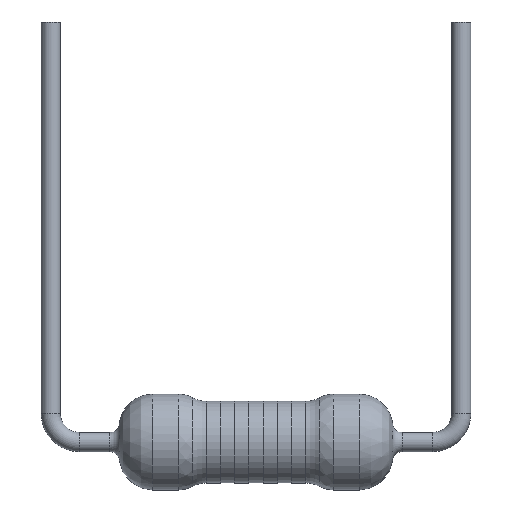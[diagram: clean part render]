
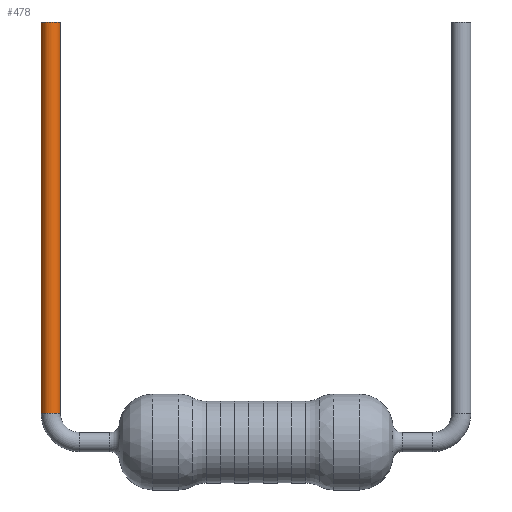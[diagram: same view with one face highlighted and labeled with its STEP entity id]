
A CAD part, left-side view. The second image highlights one B-rep face of the part: STEP entity #478.
In plain terms, the highlighted cylindrical face has radius 0.35 mm (diameter 0.7 mm), a full revolution.
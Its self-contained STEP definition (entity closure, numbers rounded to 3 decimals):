
#42=FACE_OUTER_BOUND('',#75,.T.);
#75=EDGE_LOOP('',(#301,#302,#303,#304,#305));
#116=LINE('',#794,#129);
#129=VECTOR('',#618,0.35);
#142=CIRCLE('',#532,0.35);
#143=CIRCLE('',#533,0.35);
#144=CIRCLE('',#534,0.35);
#194=VERTEX_POINT('',#791);
#195=VERTEX_POINT('',#793);
#196=VERTEX_POINT('',#795);
#236=EDGE_CURVE('',#194,#194,#142,.T.);
#237=EDGE_CURVE('',#194,#195,#116,.T.);
#238=EDGE_CURVE('',#195,#196,#143,.T.);
#239=EDGE_CURVE('',#196,#195,#144,.T.);
#301=ORIENTED_EDGE('',*,*,#236,.F.);
#302=ORIENTED_EDGE('',*,*,#237,.T.);
#303=ORIENTED_EDGE('',*,*,#238,.T.);
#304=ORIENTED_EDGE('',*,*,#239,.T.);
#305=ORIENTED_EDGE('',*,*,#237,.F.);
#431=CYLINDRICAL_SURFACE('',#531,0.35);
#478=ADVANCED_FACE('',(#42),#431,.T.);
#531=AXIS2_PLACEMENT_3D('',#790,#614,#615);
#532=AXIS2_PLACEMENT_3D('',#792,#616,#617);
#533=AXIS2_PLACEMENT_3D('',#796,#619,#620);
#534=AXIS2_PLACEMENT_3D('',#797,#621,#622);
#614=DIRECTION('center_axis',(0.,0.,1.));
#615=DIRECTION('ref_axis',(1.,0.,0.));
#616=DIRECTION('center_axis',(0.,0.,1.));
#617=DIRECTION('ref_axis',(1.,0.,0.));
#618=DIRECTION('',(0.,0.,-1.));
#619=DIRECTION('center_axis',(0.,0.,1.));
#620=DIRECTION('ref_axis',(1.,0.,0.));
#621=DIRECTION('center_axis',(0.,0.,1.));
#622=DIRECTION('ref_axis',(1.,0.,0.));
#790=CARTESIAN_POINT('Origin',(0.,12.5,1.05));
#791=CARTESIAN_POINT('',(-0.35,12.5,15.35));
#792=CARTESIAN_POINT('Origin',(0.,12.5,15.35));
#793=CARTESIAN_POINT('',(-0.35,12.5,1.05));
#794=CARTESIAN_POINT('',(-0.35,12.5,1.05));
#795=CARTESIAN_POINT('',(0.,12.15,1.05));
#796=CARTESIAN_POINT('Origin',(0.,12.5,1.05));
#797=CARTESIAN_POINT('Origin',(0.,12.5,1.05));
